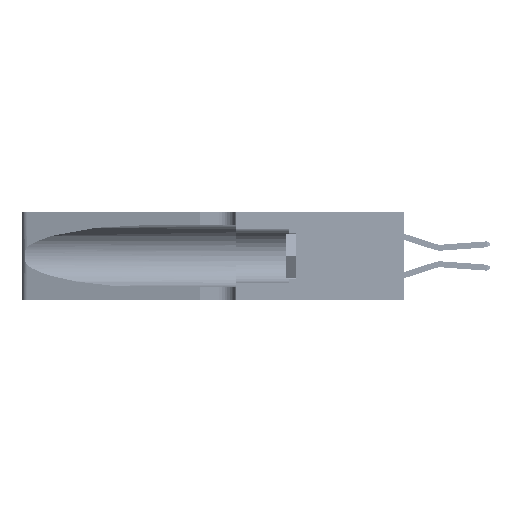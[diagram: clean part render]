
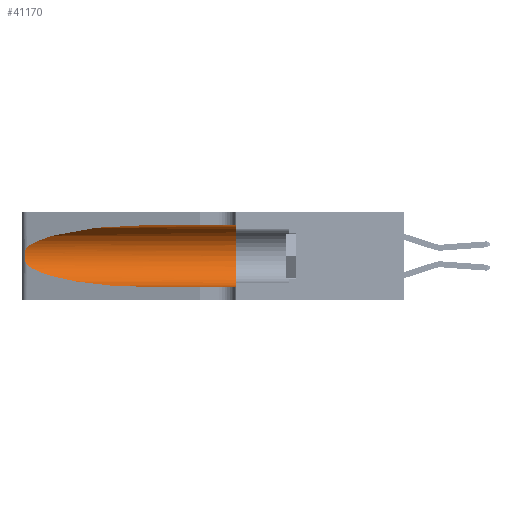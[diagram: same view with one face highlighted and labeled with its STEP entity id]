
A CAD part, left-side view. The second image highlights one B-rep face of the part: STEP entity #41170.
In plain terms, the highlighted cylindrical face has radius 3.308 mm (diameter 6.617 mm), a partial arc.
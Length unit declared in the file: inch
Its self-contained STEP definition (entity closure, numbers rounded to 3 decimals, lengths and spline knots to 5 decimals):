
#386 = CARTESIAN_POINT ( 'NONE',  ( 0.26017, 1.23833, 0.17102 ) ) ;
#565 = CARTESIAN_POINT ( 'NONE',  ( 0.25854, 1.2359, 0.20912 ) ) ;
#745 = CARTESIAN_POINT ( 'NONE',  ( 0.26018, 1.23835, 0.19895 ) ) ;
#1639 = DIRECTION ( 'NONE',  ( 0., 1., 0. ) ) ;
#2632 = CARTESIAN_POINT ( 'NONE',  ( 0.18966, 0.96281, 0.31525 ) ) ;
#3805 = CARTESIAN_POINT ( 'NONE',  ( 0.1305, 0.72297, 0.05475 ) ) ;
#4811 = CARTESIAN_POINT ( 'NONE',  ( 0.25555, 1.22993, 0.14849 ) ) ;
#6681 = ORIENTED_EDGE ( 'NONE', *, *, #31137, .F. ) ;
#7636 = CIRCLE ( 'NONE', #12826, 0.13025 ) ;
#7655 = VERTEX_POINT ( 'NONE', #50334 ) ;
#7861 = ORIENTED_EDGE ( 'NONE', *, *, #26545, .T. ) ;
#8190 = EDGE_CURVE ( 'NONE', #7655, #39505, #19999, .T. ) ;
#8917 = CARTESIAN_POINT ( 'NONE',  ( 0.25787, 1.23484, 0.2124 ) ) ;
#9717 = CYLINDRICAL_SURFACE ( 'NONE', #51122, 0.13025 ) ;
#9743 = DIRECTION ( 'NONE',  ( 0., -1., 0. ) ) ;
#10523 = ORIENTED_EDGE ( 'NONE', *, *, #40991, .T. ) ;
#12826 = AXIS2_PLACEMENT_3D ( 'NONE', #43300, #1639, #39586 ) ;
#13182 = CARTESIAN_POINT ( 'NONE',  ( 0.25789, 1.23486, 0.15765 ) ) ;
#13366 = CARTESIAN_POINT ( 'NONE',  ( 0.25487, 1.22718, 0.22369 ) ) ;
#13734 = CARTESIAN_POINT ( 'NONE',  ( 0.25487, 1.22718, 0.14631 ) ) ;
#14109 = EDGE_LOOP ( 'NONE', ( #50201, #35065, #7861, #10523, #6681, #33901 ) ) ;
#15411 = CARTESIAN_POINT ( 'NONE',  ( 0.25487, 1.22718, 0.22369 ) ) ;
#16947 = CARTESIAN_POINT ( 'NONE',  ( 0.1305, 0.35, 0.31525 ) ) ;
#17002 = CARTESIAN_POINT ( 'NONE',  ( 0.25487, 1.22718, 0.22369 ) ) ;
#17346 = VECTOR ( 'NONE', #24751, 39.37008 ) ;
#17633 = CARTESIAN_POINT ( 'NONE',  ( 0.25856, 1.23593, 0.16098 ) ) ;
#18178 = CARTESIAN_POINT ( 'NONE',  ( 0.1305, 0.72297, 0.05475 ) ) ;
#18666 = CARTESIAN_POINT ( 'NONE',  ( 0.1305, 1.61858, 0.185 ) ) ;
#19999 = LINE ( 'NONE', #37851, #17346 ) ;
#20702 = CARTESIAN_POINT ( 'NONE',  ( 0.25487, 1.22718, 0.14631 ) ) ;
#21012 = FACE_OUTER_BOUND ( 'NONE', #14109, .T. ) ;
#23281 = DIRECTION ( 'NONE',  ( 0., -1., 0. ) ) ;
#24751 = DIRECTION ( 'NONE',  ( 0., -1., 0. ) ) ;
#25967 = CARTESIAN_POINT ( 'NONE',  ( 0.26075, 1.23896, 0.19203 ) ) ;
#26341 = CARTESIAN_POINT ( 'NONE',  ( 0.25555, 1.22994, 0.2215 ) ) ;
#26545 = EDGE_CURVE ( 'NONE', #35406, #47128, #36794, .T. ) ;
#27612 = EDGE_CURVE ( 'NONE', #7655, #45755, #30356, .T. ) ;
#28494 = CARTESIAN_POINT ( 'NONE',  ( 0.25487, 1.22718, 0.14631 ) ) ;
#28952 = VECTOR ( 'NONE', #9743, 39.37008 ) ;
#30356 =( BOUNDED_CURVE ( )  B_SPLINE_CURVE ( 3, ( #53358, #2632, #53727, #15411 ),
 .UNSPECIFIED., .F., .F. ) 
 B_SPLINE_CURVE_WITH_KNOTS ( ( 4, 4 ),
 ( 1.5708, 2.84003 ),
 .UNSPECIFIED. ) 
 CURVE ( )  GEOMETRIC_REPRESENTATION_ITEM ( )  RATIONAL_B_SPLINE_CURVE ( ( 1., 0.87, 0.87, 1. ) ) 
 REPRESENTATION_ITEM ( '' )  );
#31137 = EDGE_CURVE ( 'NONE', #39505, #39124, #7636, .T. ) ;
#32716 = B_SPLINE_CURVE_WITH_KNOTS ( 'NONE', 3,
 ( #13366, #26341, #34427, #8917, #565, #745, #25967, #51125, #386, #17633, #13182, #42774, #4811, #13734 ),
 .UNSPECIFIED., .F., .F.,
 ( 4, 2, 2, 2, 2, 2, 4 ),
 ( 0., 0.00027, 0.00053, 0.00107, 0.0016, 0.00187, 0.00214 ),
 .UNSPECIFIED. ) ;
#33582 = CARTESIAN_POINT ( 'NONE',  ( 0.18966, 0.96281, 0.05475 ) ) ;
#33901 = ORIENTED_EDGE ( 'NONE', *, *, #8190, .F. ) ;
#34227 = LINE ( 'NONE', #43620, #28952 ) ;
#34427 = CARTESIAN_POINT ( 'NONE',  ( 0.25639, 1.23184, 0.21858 ) ) ;
#35065 = ORIENTED_EDGE ( 'NONE', *, *, #42217, .T. ) ;
#35406 = VERTEX_POINT ( 'NONE', #28494 ) ;
#36794 =( BOUNDED_CURVE ( )  B_SPLINE_CURVE ( 3, ( #20702, #50469, #33582, #3805 ),
 .UNSPECIFIED., .F., .F. ) 
 B_SPLINE_CURVE_WITH_KNOTS ( ( 4, 4 ),
 ( 3.44316, 4.71239 ),
 .UNSPECIFIED. ) 
 CURVE ( )  GEOMETRIC_REPRESENTATION_ITEM ( )  RATIONAL_B_SPLINE_CURVE ( ( 1., 0.87, 0.87, 1. ) ) 
 REPRESENTATION_ITEM ( '' )  );
#37851 = CARTESIAN_POINT ( 'NONE',  ( 0.1305, 1.61858, 0.31525 ) ) ;
#39124 = VERTEX_POINT ( 'NONE', #40623 ) ;
#39505 = VERTEX_POINT ( 'NONE', #16947 ) ;
#39586 = DIRECTION ( 'NONE',  ( 0., 0., 1. ) ) ;
#40623 = CARTESIAN_POINT ( 'NONE',  ( 0.1305, 0.35, 0.05475 ) ) ;
#40991 = EDGE_CURVE ( 'NONE', #47128, #39124, #34227, .T. ) ;
#41170 = ADVANCED_FACE ( 'NONE', ( #21012 ), #9717, .F. ) ;
#42217 = EDGE_CURVE ( 'NONE', #45755, #35406, #32716, .T. ) ;
#42774 = CARTESIAN_POINT ( 'NONE',  ( 0.25639, 1.23186, 0.15144 ) ) ;
#43300 = CARTESIAN_POINT ( 'NONE',  ( 0.1305, 0.35, 0.185 ) ) ;
#43620 = CARTESIAN_POINT ( 'NONE',  ( 0.1305, 1.61858, 0.05475 ) ) ;
#45755 = VERTEX_POINT ( 'NONE', #17002 ) ;
#47128 = VERTEX_POINT ( 'NONE', #18178 ) ;
#50201 = ORIENTED_EDGE ( 'NONE', *, *, #27612, .T. ) ;
#50334 = CARTESIAN_POINT ( 'NONE',  ( 0.1305, 0.72297, 0.31525 ) ) ;
#50469 = CARTESIAN_POINT ( 'NONE',  ( 0.2373, 1.15595, 0.08982 ) ) ;
#51122 = AXIS2_PLACEMENT_3D ( 'NONE', #18666, #23281, #52684 ) ;
#51125 = CARTESIAN_POINT ( 'NONE',  ( 0.26075, 1.23896, 0.178 ) ) ;
#52684 = DIRECTION ( 'NONE',  ( 0., 0., -1. ) ) ;
#53358 = CARTESIAN_POINT ( 'NONE',  ( 0.1305, 0.72297, 0.31525 ) ) ;
#53727 = CARTESIAN_POINT ( 'NONE',  ( 0.2373, 1.15595, 0.28018 ) ) ;
